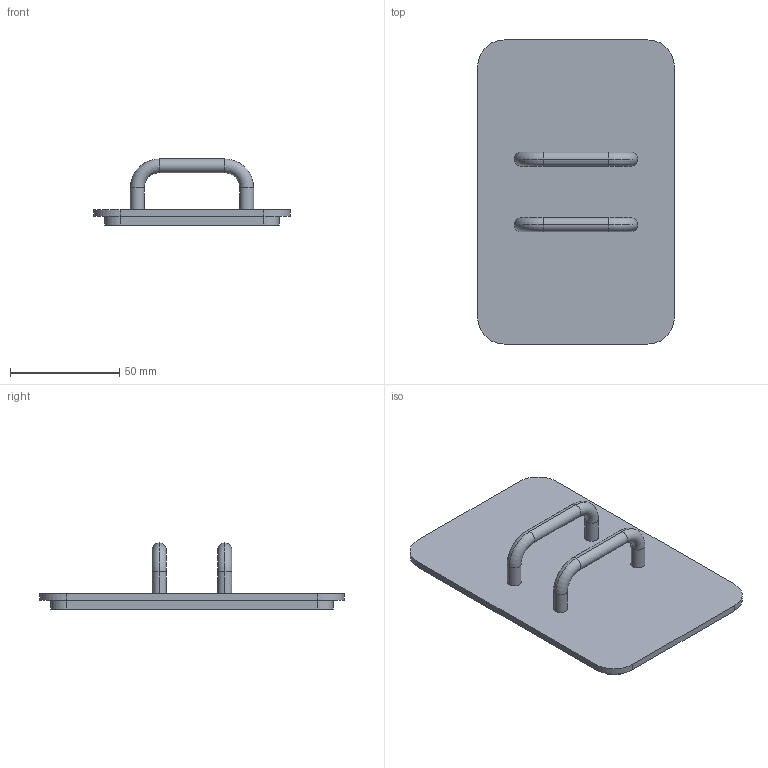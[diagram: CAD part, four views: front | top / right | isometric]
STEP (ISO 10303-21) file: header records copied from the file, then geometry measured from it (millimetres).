
FILE_DESCRIPTION (( 'STEP AP203' ), '1' );
FILE_NAME ('D3-Door.STEP', '2018-10-23T04:16:54', ( '' ), ( '' ), 'SwSTEP 2.0', 'SolidWorks 2017', '' );
FILE_SCHEMA (( 'CONFIG_CONTROL_DESIGN' ));
Length unit declared in the file: millimetre
Products named in the file (1): D3-Door
Bounding box: 89.8 x 139 x 30.18 mm (x, y, z)
Volume: 82574.2 mm3; surface area: 31173.3 mm2
Topology: 1 solids, 1 shells, 57 faces, 128 edges, 80 vertices
Faces by surface type: cylinder 32, plane 17, torus 8
Entity records: 1691 total; most frequent: DIRECTION 316, CARTESIAN_POINT 266, ORIENTED_EDGE 256, AXIS2_PLACEMENT_3D 130, EDGE_CURVE 128, VERTEX_POINT 80, CIRCLE 72, EDGE_LOOP 68
